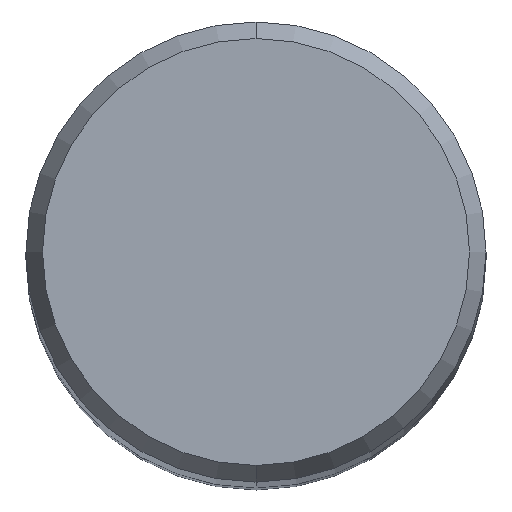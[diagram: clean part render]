
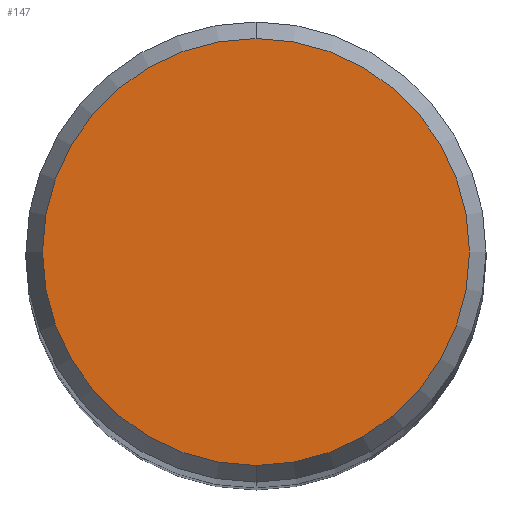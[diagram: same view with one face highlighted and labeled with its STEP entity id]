
A CAD part, top view. The second image highlights one B-rep face of the part: STEP entity #147.
In plain terms, the highlighted planar face has unit normal (0, 0, 1).
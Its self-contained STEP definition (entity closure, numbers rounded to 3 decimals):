
#95=EDGE_CURVE('',#151,#175,#214,.T.);
#133=EDGE_CURVE('',#175,#151,#261,.T.);
#147=ADVANCED_FACE('',(#276),#277,.T.);
#151=VERTEX_POINT('',#281);
#175=VERTEX_POINT('',#306);
#214=CIRCLE('',#346,5.892);
#261=CIRCLE('',#404,5.892);
#276=FACE_OUTER_BOUND('',#421,.T.);
#277=PLANE('',#422);
#281=CARTESIAN_POINT('',(0.,-5.892,0.0));
#306=CARTESIAN_POINT('',(0.0,5.892,0.0));
#346=AXIS2_PLACEMENT_3D('',#480,#481,#482);
#404=AXIS2_PLACEMENT_3D('',#559,#560,#561);
#421=EDGE_LOOP('',(#576,#577));
#422=AXIS2_PLACEMENT_3D('',#578,#579,#580);
#480=CARTESIAN_POINT('',(0.0,0.0,0.0));
#481=DIRECTION('',(0.0,0.0,-1.0));
#482=DIRECTION('',(0.0,1.0,0.0));
#559=CARTESIAN_POINT('',(0.0,0.0,0.0));
#560=DIRECTION('',(0.0,0.0,-1.0));
#561=DIRECTION('',(0.0,1.0,0.0));
#576=ORIENTED_EDGE('',*,*,#133,.F.);
#577=ORIENTED_EDGE('',*,*,#95,.F.);
#578=CARTESIAN_POINT('',(0.0,2.946,0.0));
#579=DIRECTION('',(-0.0,0.0,1.0));
#580=DIRECTION('',(0.0,-1.0,0.0));
